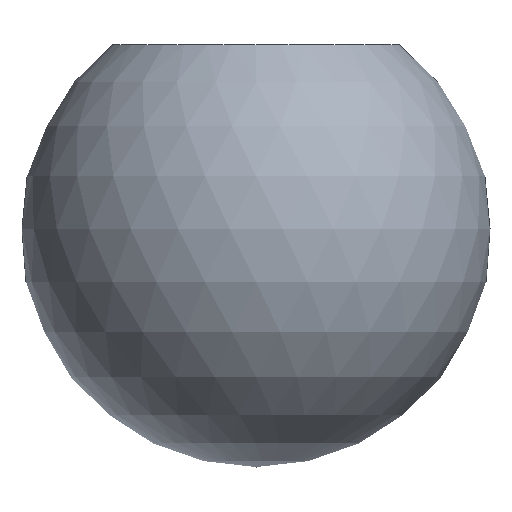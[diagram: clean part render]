
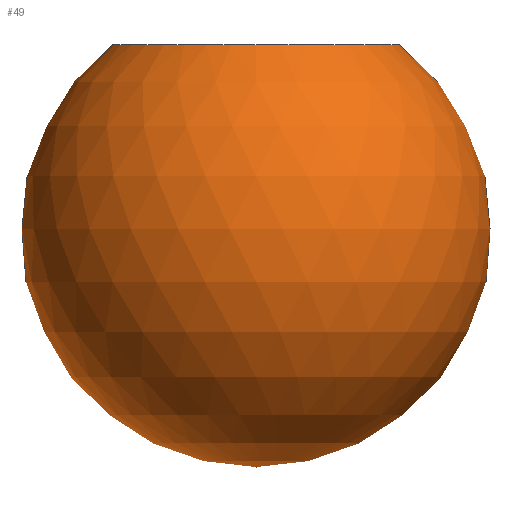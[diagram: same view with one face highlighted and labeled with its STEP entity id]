
A CAD part, left-side view. The second image highlights one B-rep face of the part: STEP entity #49.
In plain terms, the highlighted spherical face has radius 10 mm.
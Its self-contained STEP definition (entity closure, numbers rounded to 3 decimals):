
#49=ADVANCED_FACE('',(#53),#52,.T.);
#52=SPHERICAL_SURFACE('',#71,10.);
#53=FACE_OUTER_BOUND('',#54,.T.);
#54=EDGE_LOOP('',(#58));
#58=ORIENTED_EDGE('',*,*,#65,.F.);
#62=VERTEX_POINT('',#89);
#65=EDGE_CURVE('',#62,#62,#67,.T.);
#67=CIRCLE('',#70,6.1);
#70=AXIS2_PLACEMENT_3D('',#88,#77,#78);
#71=AXIS2_PLACEMENT_3D('',#90,#79,#80);
#77=DIRECTION('',(0.,0.,1.));
#78=DIRECTION('',(-1.,0.,0.));
#79=DIRECTION('',(0.,0.,1.));
#80=DIRECTION('',(1.,0.,0.));
#88=CARTESIAN_POINT('',(0.,0.,7.924));
#89=CARTESIAN_POINT('',(-6.1,0.,7.924));
#90=CARTESIAN_POINT('',(0.,0.,0.));
